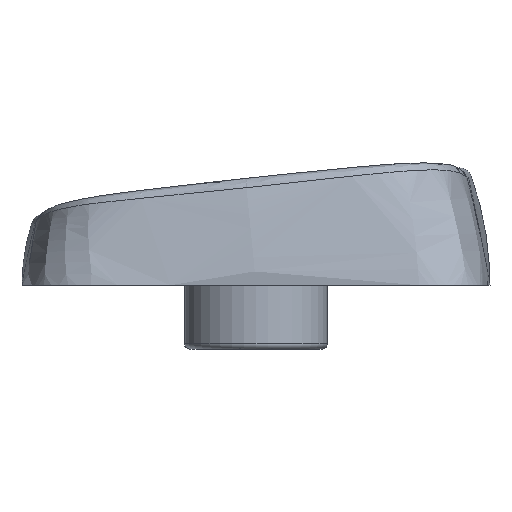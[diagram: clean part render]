
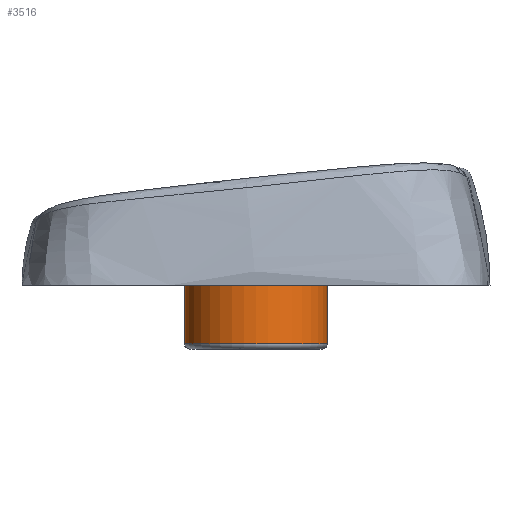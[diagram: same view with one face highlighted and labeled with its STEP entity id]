
A CAD part, left-side view. The second image highlights one B-rep face of the part: STEP entity #3516.
In plain terms, the highlighted cylindrical face has radius 2.75 mm (diameter 5.5 mm), a full revolution.
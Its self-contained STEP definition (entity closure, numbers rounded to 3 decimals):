
#349=FACE_OUTER_BOUND('',#552,.T.);
#552=EDGE_LOOP('',(#2774,#2775,#2776,#2777,#2778));
#759=CIRCLE('',#3867,2.75);
#760=CIRCLE('',#3868,2.75);
#765=CIRCLE('',#3875,2.75);
#980=LINE('',#5962,#1245);
#1245=VECTOR('',#4625,2.75);
#1502=VERTEX_POINT('',#5922);
#1503=VERTEX_POINT('',#5924);
#1520=VERTEX_POINT('',#5961);
#1967=EDGE_CURVE('',#1502,#1503,#759,.T.);
#1968=EDGE_CURVE('',#1503,#1502,#760,.T.);
#1985=EDGE_CURVE('',#1503,#1520,#980,.T.);
#1986=EDGE_CURVE('',#1520,#1520,#765,.T.);
#2774=ORIENTED_EDGE('',*,*,#1968,.F.);
#2775=ORIENTED_EDGE('',*,*,#1985,.T.);
#2776=ORIENTED_EDGE('',*,*,#1986,.F.);
#2777=ORIENTED_EDGE('',*,*,#1985,.F.);
#2778=ORIENTED_EDGE('',*,*,#1967,.F.);
#3369=CYLINDRICAL_SURFACE('',#3874,2.75);
#3516=ADVANCED_FACE('',(#349),#3369,.T.);
#3867=AXIS2_PLACEMENT_3D('',#5925,#4597,#4598);
#3868=AXIS2_PLACEMENT_3D('',#5926,#4599,#4600);
#3874=AXIS2_PLACEMENT_3D('',#5960,#4623,#4624);
#3875=AXIS2_PLACEMENT_3D('',#5963,#4626,#4627);
#4597=DIRECTION('center_axis',(0.,0.,
-1.));
#4598=DIRECTION('ref_axis',(1.,0.,0.));
#4599=DIRECTION('center_axis',(0.,0.,
-1.));
#4600=DIRECTION('ref_axis',(1.,0.,0.));
#4623=DIRECTION('center_axis',(0.,0.,
-1.));
#4624=DIRECTION('ref_axis',(1.,0.,0.));
#4625=DIRECTION('',(0.,0.,1.));
#4626=DIRECTION('center_axis',(0.,0.,
1.));
#4627=DIRECTION('ref_axis',(1.,0.,0.));
#5922=CARTESIAN_POINT('',(-47.25,0.,-3.1));
#5924=CARTESIAN_POINT('',(-52.75,0.,-3.1));
#5925=CARTESIAN_POINT('Origin',(-50.,0.,-3.1));
#5926=CARTESIAN_POINT('Origin',(-50.,0.,-3.1));
#5960=CARTESIAN_POINT('Origin',(-50.,0.,0.));
#5961=CARTESIAN_POINT('',(-52.75,0.,-0.25));
#5962=CARTESIAN_POINT('',(-52.75,0.,0.));
#5963=CARTESIAN_POINT('Origin',(-50.,0.,-0.25));
